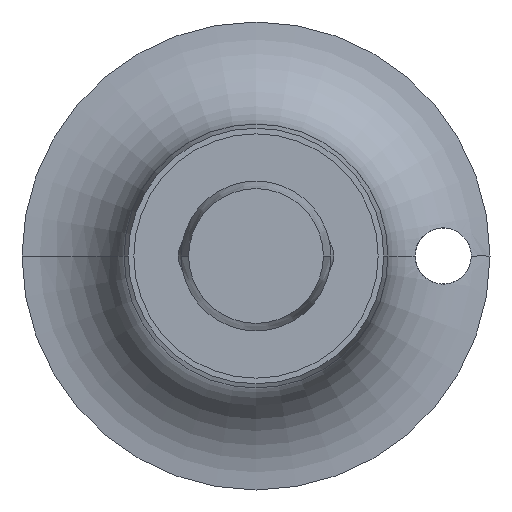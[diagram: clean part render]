
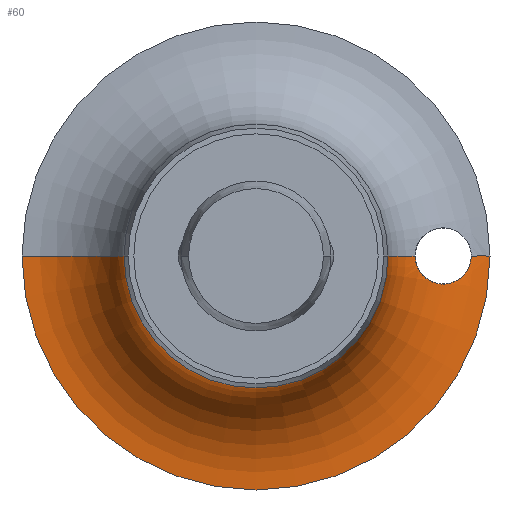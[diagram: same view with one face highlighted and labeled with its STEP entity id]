
A CAD part, front view. The second image highlights one B-rep face of the part: STEP entity #60.
In plain terms, the highlighted toroidal (fillet/blend) face has major radius 12.5 mm and minor radius 5.45 mm.
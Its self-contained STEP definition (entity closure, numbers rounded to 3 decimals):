
#60=ADVANCED_FACE('',(#142),#143,.F.);
#142=FACE_OUTER_BOUND('',#246,.T.);
#143=TOROIDAL_SURFACE('',#247,12.5,5.45);
#246=EDGE_LOOP('',(#355,#356,#357,#358,#359,#360));
#247=AXIS2_PLACEMENT_3D('',#361,#362,#363);
#355=ORIENTED_EDGE('',*,*,#618,.F.);
#356=ORIENTED_EDGE('',*,*,#619,.T.);
#357=ORIENTED_EDGE('',*,*,#620,.F.);
#358=ORIENTED_EDGE('',*,*,#614,.F.);
#359=ORIENTED_EDGE('',*,*,#621,.F.);
#360=ORIENTED_EDGE('',*,*,#622,.T.);
#361=CARTESIAN_POINT('',(0.0,13.15,0.));
#362=DIRECTION('',(-0.0,1.0,0.));
#363=DIRECTION('',(1.0,0.0,0.0));
#614=EDGE_CURVE('',#722,#724,#725,.T.);
#618=EDGE_CURVE('',#729,#730,#731,.T.);
#619=EDGE_CURVE('',#729,#732,#733,.T.);
#620=EDGE_CURVE('',#724,#732,#734,.T.);
#621=EDGE_CURVE('',#735,#722,#736,.T.);
#622=EDGE_CURVE('',#735,#730,#737,.T.);
#722=VERTEX_POINT('',#893);
#724=VERTEX_POINT('',#896);
#725=CIRCLE('',#897,12.5);
#729=VERTEX_POINT('',#902);
#730=VERTEX_POINT('',#903);
#731=CIRCLE('',#904,5.45);
#732=VERTEX_POINT('',#905);
#733=CIRCLE('',#906,7.05);
#734=CIRCLE('',#907,5.45);
#735=VERTEX_POINT('',#908);
#736=CIRCLE('',#909,5.45);
#737=B_SPLINE_CURVE_WITH_KNOTS('',3,(#910,#911,#912,#913,#914,#915,#916,#917,#918,#919,#920,#921,#922,#923,#924,#925,#926,#927,#928,#929,#930,#931,#932,#933),.UNSPECIFIED.,.F.,.F.,(4,2,2,2,2,2,2,2,2,2,2,4),(-10.395,-9.872,-9.328,-8.797,-8.244,-7.882,-7.566,-7.203,-6.661,-5.943,-5.47,-5.2),.UNSPECIFIED.);
#893=CARTESIAN_POINT('',(12.5,18.6,0.));
#896=CARTESIAN_POINT('',(-12.5,18.6,0.));
#897=AXIS2_PLACEMENT_3D('',#1227,#1228,#1229);
#902=CARTESIAN_POINT('',(7.05,13.15,0.));
#903=CARTESIAN_POINT('',(8.5,16.852,0.));
#904=AXIS2_PLACEMENT_3D('',#1234,#1235,#1236);
#905=CARTESIAN_POINT('',(-7.05,13.15,0.));
#906=AXIS2_PLACEMENT_3D('',#1237,#1238,#1239);
#907=AXIS2_PLACEMENT_3D('',#1240,#1241,#1242);
#908=CARTESIAN_POINT('',(11.5,18.507,0.));
#909=AXIS2_PLACEMENT_3D('',#1243,#1244,#1245);
#910=CARTESIAN_POINT('',(11.5,18.507,0.));
#911=CARTESIAN_POINT('',(11.5,18.507,-0.174));
#912=CARTESIAN_POINT('',(11.47,18.503,-0.347));
#913=CARTESIAN_POINT('',(11.349,18.481,-0.681));
#914=CARTESIAN_POINT('',(11.257,18.464,-0.838));
#915=CARTESIAN_POINT('',(11.027,18.413,-1.108));
#916=CARTESIAN_POINT('',(10.891,18.38,-1.219));
#917=CARTESIAN_POINT('',(10.587,18.289,-1.392));
#918=CARTESIAN_POINT('',(10.421,18.231,-1.45));
#919=CARTESIAN_POINT('',(10.141,18.116,-1.498));
#920=CARTESIAN_POINT('',(10.031,18.066,-1.504));
#921=CARTESIAN_POINT('',(9.829,17.963,-1.493));
#922=CARTESIAN_POINT('',(9.736,17.912,-1.479));
#923=CARTESIAN_POINT('',(9.545,17.798,-1.433));
#924=CARTESIAN_POINT('',(9.447,17.734,-1.398));
#925=CARTESIAN_POINT('',(9.217,17.57,-1.288));
#926=CARTESIAN_POINT('',(9.09,17.466,-1.202));
#927=CARTESIAN_POINT('',(8.832,17.233,-0.963));
#928=CARTESIAN_POINT('',(8.716,17.108,-0.8));
#929=CARTESIAN_POINT('',(8.582,16.954,-0.506));
#930=CARTESIAN_POINT('',(8.541,16.904,-0.377));
#931=CARTESIAN_POINT('',(8.506,16.86,-0.16));
#932=CARTESIAN_POINT('',(8.5,16.852,-0.08));
#933=CARTESIAN_POINT('',(8.5,16.852,0.));
#1227=CARTESIAN_POINT('',(0.,18.6,0.));
#1228=DIRECTION('',(-0.0,1.0,0.));
#1229=DIRECTION('',(1.0,0.0,0.0));
#1234=CARTESIAN_POINT('',(12.5,13.15,0.));
#1235=DIRECTION('',(0.,0.,-1.0));
#1236=DIRECTION('',(1.0,0.,0.));
#1237=CARTESIAN_POINT('',(0.,13.15,0.));
#1238=DIRECTION('',(-0.0,1.0,0.));
#1239=DIRECTION('',(1.0,0.0,0.0));
#1240=CARTESIAN_POINT('',(-12.5,13.15,0.));
#1241=DIRECTION('',(0.,0.,-1.0));
#1242=DIRECTION('',(-1.0,0.,0.));
#1243=CARTESIAN_POINT('',(12.5,13.15,0.));
#1244=DIRECTION('',(0.,0.,-1.0));
#1245=DIRECTION('',(1.0,0.,0.));
